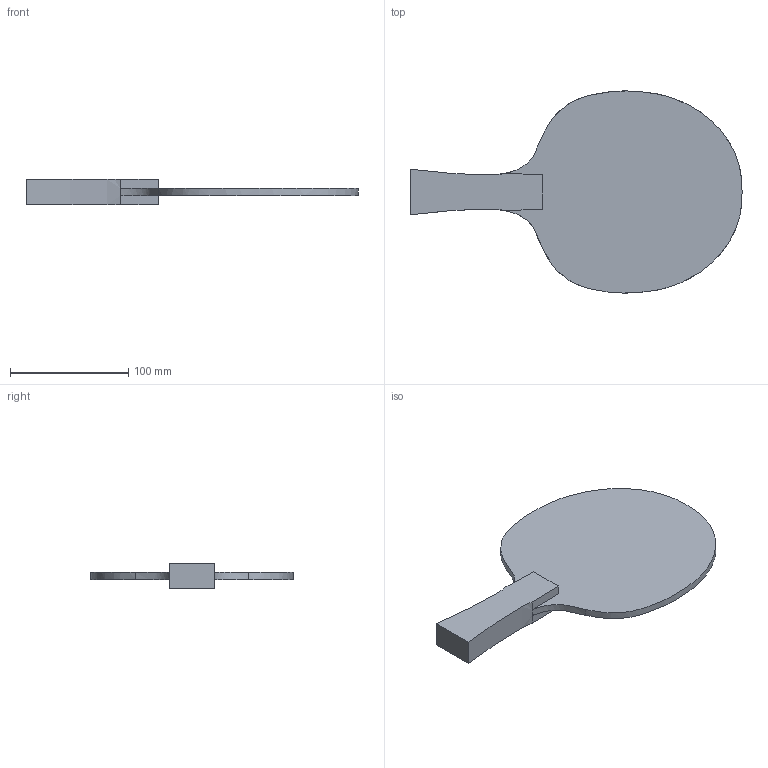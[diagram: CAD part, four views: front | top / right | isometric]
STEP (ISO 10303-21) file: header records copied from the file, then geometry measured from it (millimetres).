
FILE_DESCRIPTION(/* description */ (''),/* implementation_level */ '2;1');
FILE_NAME(/* name */ 'ping pong blade v3.step',/* time_stamp */ '2024-07-06T22:39:13-04:00',/* author */ (''),/* organization */ (''),/* preprocessor_version */ 'ST-DEVELOPER v20',/* originating_system */ 'Autodesk Translation Framework v13.14.0.145',/* authorisation */ '');
FILE_SCHEMA (('AUTOMOTIVE_DESIGN { 1 0 10303 214 3 1 1 }'));
Length unit declared in the file: millimetre
Products named in the file (1): ping pong blade
Bounding box: 281.01 x 171.09 x 22 mm (x, y, z)
Volume: 229382.3 mm3; surface area: 66182.8 mm2
Topology: 1 solids, 1 shells, 19 faces, 50 edges, 33 vertices
Faces by surface type: bspline 10, plane 9
Entity records: 2563 total; most frequent: CARTESIAN_POINT 2175, ORIENTED_EDGE 100, EDGE_CURVE 50, DIRECTION 44, VERTEX_POINT 33, LINE 24, VECTOR 24, FACE_OUTER_BOUND 19
